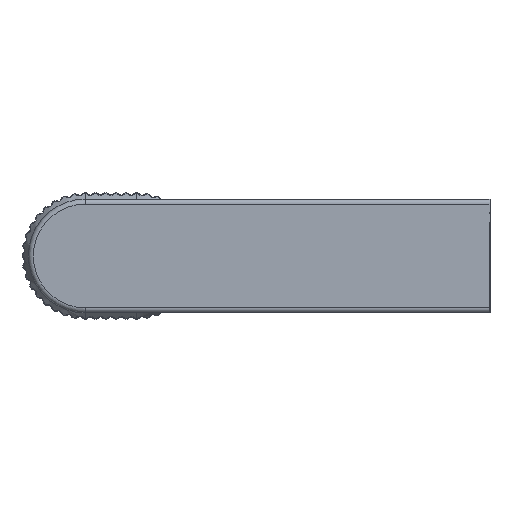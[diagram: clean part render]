
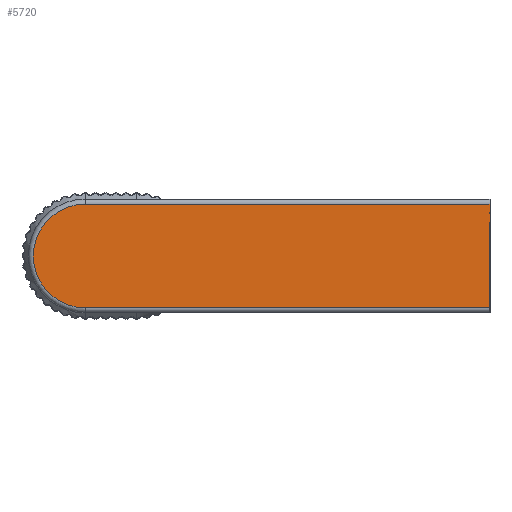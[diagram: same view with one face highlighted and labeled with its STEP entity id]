
A CAD part, left-side view. The second image highlights one B-rep face of the part: STEP entity #5720.
In plain terms, the highlighted planar face has unit normal (-1, 0, 0).
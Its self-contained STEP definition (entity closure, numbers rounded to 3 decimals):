
#543=CIRCLE('',#6258,4.1);
#606=PLANE('',#6265);
#963=FACE_OUTER_BOUND('',#1339,.T.);
#1339=EDGE_LOOP('',(#5147,#5148,#5149,#5150));
#1526=LINE('',#26883,#1721);
#1528=LINE('',#26890,#1723);
#1529=LINE('',#26898,#1724);
#1721=VECTOR('',#7317,10.);
#1723=VECTOR('',#7325,10.);
#1724=VECTOR('',#7336,10.);
#2596=VERTEX_POINT('',#26880);
#2597=VERTEX_POINT('',#26882);
#2599=VERTEX_POINT('',#26888);
#2601=VERTEX_POINT('',#26893);
#3446=EDGE_CURVE('',#2596,#2597,#1526,.T.);
#3450=EDGE_CURVE('',#2599,#2596,#1528,.T.);
#3452=EDGE_CURVE('',#2601,#2599,#543,.T.);
#3454=EDGE_CURVE('',#2601,#2597,#1529,.T.);
#5147=ORIENTED_EDGE('',*,*,#3454,.T.);
#5148=ORIENTED_EDGE('',*,*,#3446,.F.);
#5149=ORIENTED_EDGE('',*,*,#3450,.F.);
#5150=ORIENTED_EDGE('',*,*,#3452,.F.);
#5720=ADVANCED_FACE('',(#963),#606,.T.);
#6258=AXIS2_PLACEMENT_3D('',#26895,#7330,#7331);
#6265=AXIS2_PLACEMENT_3D('',#26910,#7350,#7351);
#7317=DIRECTION('',(0.,0.,-1.));
#7325=DIRECTION('',(0.,-1.,0.));
#7330=DIRECTION('center_axis',(1.,0.,0.));
#7331=DIRECTION('ref_axis',(0.,1.,0.));
#7336=DIRECTION('',(0.,-1.,0.));
#7350=DIRECTION('center_axis',(-1.,0.,0.));
#7351=DIRECTION('ref_axis',(0.,0.,1.));
#26880=CARTESIAN_POINT('',(-86.,-6.,4.1));
#26882=CARTESIAN_POINT('',(-86.,-6.,-4.1));
#26883=CARTESIAN_POINT('',(-86.,-6.,4.1));
#26888=CARTESIAN_POINT('',(-86.,26.,4.1));
#26890=CARTESIAN_POINT('',(-86.,-3.,4.1));
#26893=CARTESIAN_POINT('',(-86.,26.,-4.1));
#26895=CARTESIAN_POINT('Origin',(-86.,26.,0.));
#26898=CARTESIAN_POINT('',(-86.,-3.,-4.1));
#26910=CARTESIAN_POINT('Origin',(-86.,13.75,0.));
